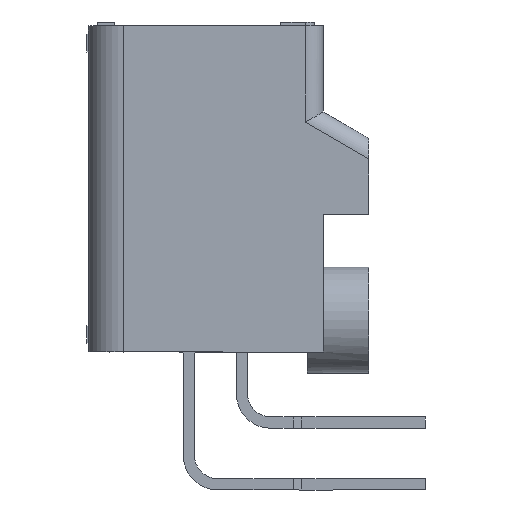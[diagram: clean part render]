
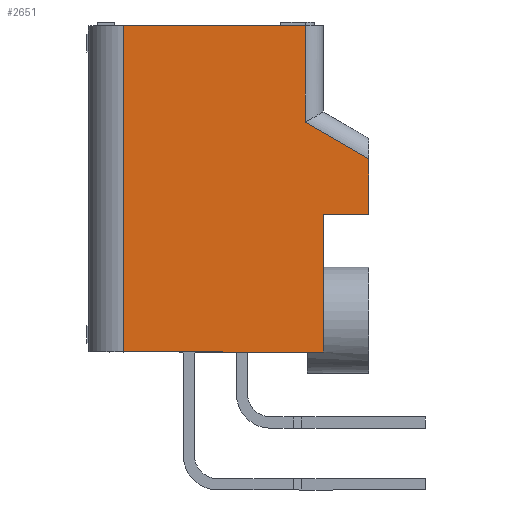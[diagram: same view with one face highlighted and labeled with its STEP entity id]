
A CAD part, left-side view. The second image highlights one B-rep face of the part: STEP entity #2651.
In plain terms, the highlighted planar face has unit normal (-1, 0, 0).
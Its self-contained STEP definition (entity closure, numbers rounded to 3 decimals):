
#1568 = DIRECTION ( 'NONE',  ( 0., 0., -1. ) ) ;
#1731 = LINE ( 'NONE', #5069, #1735 ) ;
#1735 = VECTOR ( 'NONE', #5066, 1000. ) ;
#2651 = ADVANCED_FACE ( 'NONE', ( #5674 ), #3304, .F. ) ;
#3302 = DIRECTION ( 'NONE',  ( 1., 0., 0. ) ) ;
#3304 = PLANE ( 'NONE',  #9143 ) ;
#3313 = CARTESIAN_POINT ( 'NONE',  ( -16.15, 15.9, 0. ) ) ;
#4487 = CARTESIAN_POINT ( 'NONE',  ( -16.15, 15.197, 1.218 ) ) ;
#4490 = DIRECTION ( 'NONE',  ( 0., 0., -1. ) ) ;
#4492 = CARTESIAN_POINT ( 'NONE',  ( -16.15, 2.6, -18.5 ) ) ;
#4493 = DIRECTION ( 'NONE',  ( 0., 0.866, 0.5 ) ) ;
#4495 = DIRECTION ( 'NONE',  ( 0., 0., -1. ) ) ;
#4498 = CARTESIAN_POINT ( 'NONE',  ( -16.15, 13.9, 0. ) ) ;
#4500 = CARTESIAN_POINT ( 'NONE',  ( -16.15, 3.6, 0. ) ) ;
#4506 = DIRECTION ( 'NONE',  ( 0., 0., 1. ) ) ;
#4584 = CARTESIAN_POINT ( 'NONE',  ( -16.15, 2.6, -10.7 ) ) ;
#4589 = DIRECTION ( 'NONE',  ( 0., 1., 0. ) ) ;
#4591 = DIRECTION ( 'NONE',  ( 0., 0., -1. ) ) ;
#4595 = CARTESIAN_POINT ( 'NONE',  ( -16.15, 0., -10.7 ) ) ;
#4665 = CARTESIAN_POINT ( 'NONE',  ( -16.15, 2.6, -10.7 ) ) ;
#4670 = DIRECTION ( 'NONE',  ( 0., 0., -1. ) ) ;
#4835 = CARTESIAN_POINT ( 'NONE',  ( -16.15, 15.9, 0. ) ) ;
#4838 = DIRECTION ( 'NONE',  ( 0., 1., 0. ) ) ;
#5066 = DIRECTION ( 'NONE',  ( 0., 1., 0. ) ) ;
#5069 = CARTESIAN_POINT ( 'NONE',  ( -16.15, 15.9, -18.5 ) ) ;
#5200 = CARTESIAN_POINT ( 'NONE',  ( -16.15, 13.9, -18.5 ) ) ;
#5222 = CARTESIAN_POINT ( 'NONE',  ( -16.15, 2.6, -16.7 ) ) ;
#5232 = CARTESIAN_POINT ( 'NONE',  ( -16.15, 2.6, -18.5 ) ) ;
#5674 = FACE_OUTER_BOUND ( 'NONE', #6038, .T. ) ;
#6038 = EDGE_LOOP ( 'NONE', ( #14945, #9052, #9051, #9050, #9049, #9048, #9047, #9046, #9045 ) ) ;
#9045 = ORIENTED_EDGE ( 'NONE', *, *, #15243, .T. ) ;
#9046 = ORIENTED_EDGE ( 'NONE', *, *, #15301, .F. ) ;
#9047 = ORIENTED_EDGE ( 'NONE', *, *, #15294, .F. ) ;
#9048 = ORIENTED_EDGE ( 'NONE', *, *, #15328, .F. ) ;
#9049 = ORIENTED_EDGE ( 'NONE', *, *, #15245, .F. ) ;
#9050 = ORIENTED_EDGE ( 'NONE', *, *, #10936, .F. ) ;
#9051 = ORIENTED_EDGE ( 'NONE', *, *, #15247, .T. ) ;
#9052 = ORIENTED_EDGE ( 'NONE', *, *, #15502, .T. ) ;
#9143 = AXIS2_PLACEMENT_3D ( 'NONE', #3313, #3302, #1568 ) ;
#10936 = EDGE_CURVE ( 'NONE', #11539, #11507, #1731, .T. ) ;
#11507 = VERTEX_POINT ( 'NONE', #5200 ) ;
#11529 = VERTEX_POINT ( 'NONE', #5222 ) ;
#11539 = VERTEX_POINT ( 'NONE', #5232 ) ;
#12957 = CARTESIAN_POINT ( 'NONE',  ( -16.15, 3.6, 0. ) ) ;
#12965 = CARTESIAN_POINT ( 'NONE',  ( -16.15, 13.9, 0. ) ) ;
#13042 = CARTESIAN_POINT ( 'NONE',  ( -16.15, 2.6, -10.7 ) ) ;
#13045 = CARTESIAN_POINT ( 'NONE',  ( -16.15, 0., -10.7 ) ) ;
#13049 = CARTESIAN_POINT ( 'NONE',  ( -16.15, 0., -7.556 ) ) ;
#13076 = CARTESIAN_POINT ( 'NONE',  ( -16.15, 3.6, -5.477 ) ) ;
#13810 = LINE ( 'NONE', #4492, #13827 ) ;
#13822 = LINE ( 'NONE', #4487, #13825 ) ;
#13825 = VECTOR ( 'NONE', #4493, 1000. ) ;
#13826 = LINE ( 'NONE', #4498, #13829 ) ;
#13827 = VECTOR ( 'NONE', #4490, 1000. ) ;
#13828 = LINE ( 'NONE', #4500, #13831 ) ;
#13829 = VECTOR ( 'NONE', #4495, 1000. ) ;
#13831 = VECTOR ( 'NONE', #4506, 1000. ) ;
#13870 = LINE ( 'NONE', #4584, #13873 ) ;
#13873 = VECTOR ( 'NONE', #4589, 1000. ) ;
#13874 = LINE ( 'NONE', #4595, #13878 ) ;
#13878 = VECTOR ( 'NONE', #4591, 1000. ) ;
#13900 = LINE ( 'NONE', #4665, #13903 ) ;
#13903 = VECTOR ( 'NONE', #4670, 1000. ) ;
#14052 = LINE ( 'NONE', #4835, #14057 ) ;
#14057 = VECTOR ( 'NONE', #4838, 1000. ) ;
#14414 = VERTEX_POINT ( 'NONE', #12957 ) ;
#14422 = VERTEX_POINT ( 'NONE', #12965 ) ;
#14499 = VERTEX_POINT ( 'NONE', #13042 ) ;
#14502 = VERTEX_POINT ( 'NONE', #13045 ) ;
#14506 = VERTEX_POINT ( 'NONE', #13049 ) ;
#14533 = VERTEX_POINT ( 'NONE', #13076 ) ;
#14945 = ORIENTED_EDGE ( 'NONE', *, *, #15249, .T. ) ;
#15243 = EDGE_CURVE ( 'NONE', #14506, #14533, #13822, .T. ) ;
#15245 = EDGE_CURVE ( 'NONE', #11529, #11539, #13810, .T. ) ;
#15247 = EDGE_CURVE ( 'NONE', #14422, #11507, #13826, .T. ) ;
#15249 = EDGE_CURVE ( 'NONE', #14533, #14414, #13828, .T. ) ;
#15294 = EDGE_CURVE ( 'NONE', #14502, #14499, #13870, .T. ) ;
#15301 = EDGE_CURVE ( 'NONE', #14506, #14502, #13874, .T. ) ;
#15328 = EDGE_CURVE ( 'NONE', #14499, #11529, #13900, .T. ) ;
#15502 = EDGE_CURVE ( 'NONE', #14414, #14422, #14052, .T. ) ;
